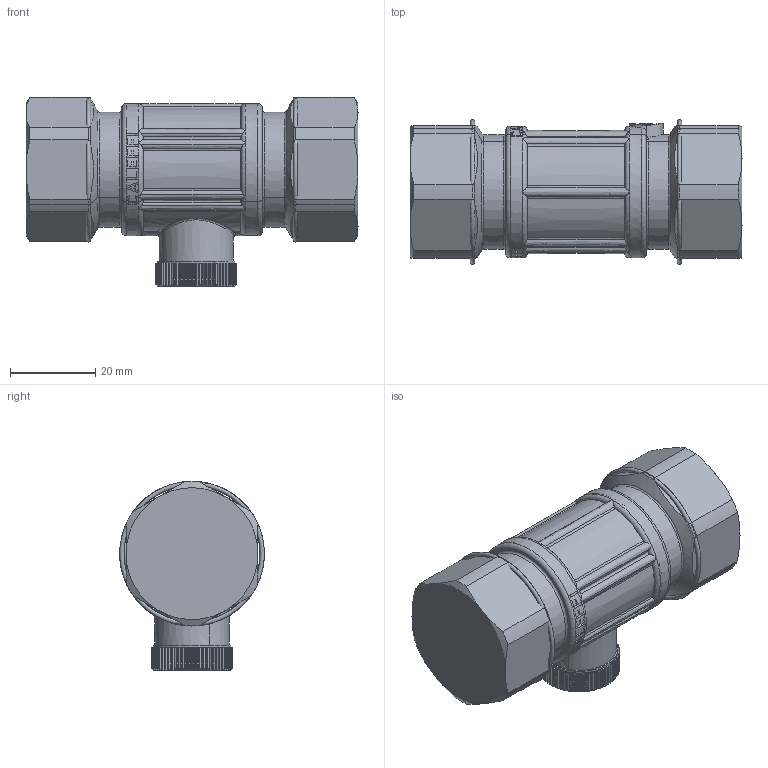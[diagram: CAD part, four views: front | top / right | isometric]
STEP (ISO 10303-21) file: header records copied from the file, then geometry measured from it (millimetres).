
FILE_DESCRIPTION((''),'2;1');
FILE_NAME('_DA_CONVERTIRE0002_SW0001','2017-01-30T',('mparodi'),(''),'CREO PARAMETRIC BY PTC INC, 2014500','CREO PARAMETRIC BY PTC INC, 2014500','');
FILE_SCHEMA(('CONFIG_CONTROL_DESIGN'));
Products named in the file (1): _DA_CONVERTIRE0002_SW0001
Bounding box: 78 x 34 x 44.5 mm (x, y, z)
Surface area: 34955.3 mm2 (no closed solid volume)
Topology: 0 solids, 0 shells, 721 faces, 4142 edges, 4089 vertices
Faces by surface type: bspline 654, torus 63, sphere 4
Entity records: 61498 total; most frequent: CARTESIAN_POINT 27694, DIRECTION 4920, TRIMMED_CURVE 4210, DEFINITIONAL_REPRESENTATION 4040, PCURVE 4040, COMPOSITE_CURVE_SEGMENT 4040, VECTOR 3634, LINE 3634
